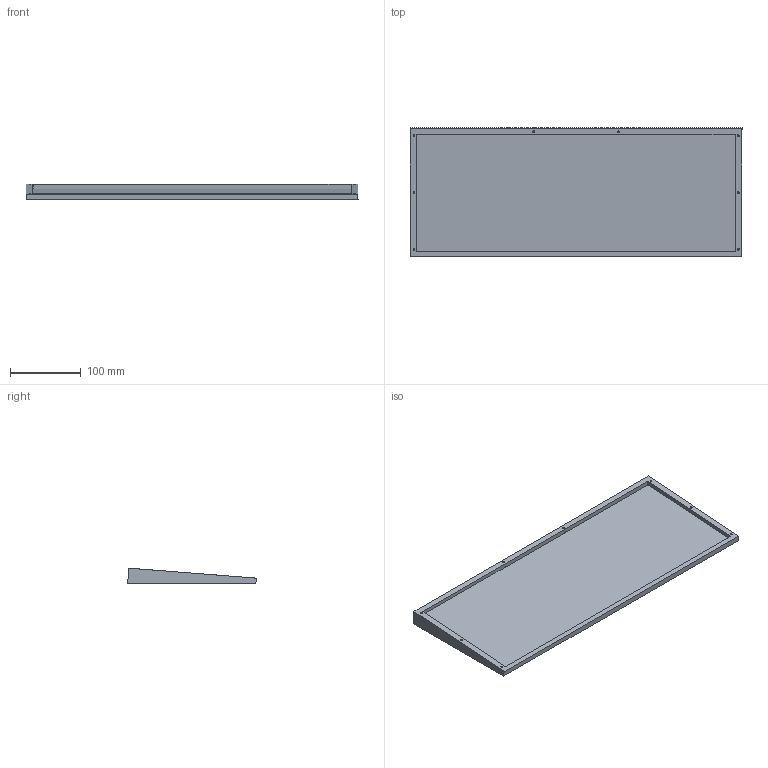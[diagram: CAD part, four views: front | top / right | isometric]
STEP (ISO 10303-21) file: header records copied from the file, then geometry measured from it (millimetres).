
FILE_DESCRIPTION(/* description */ (''),/* implementation_level */ '2;1');
FILE_NAME(/* name */ 'bottom_case.step',/* time_stamp */ '2025-04-11T17:31:28+02:00',/* author */ (''),/* organization */ (''),/* preprocessor_version */ 'ST-DEVELOPER v20.1',/* originating_system */ 'Autodesk Translation Framework v14.4.0.0',/* authorisation */ '');
FILE_SCHEMA (('AUTOMOTIVE_DESIGN { 1 0 10303 214 3 1 1 }'));
Length unit declared in the file: millimetre
Products named in the file (1): Keyboard case
Bounding box: 470 x 182.2 x 22.27 mm (x, y, z)
Volume: 836644.2 mm3; surface area: 199620.7 mm2
Topology: 1 solids, 1 shells, 38 faces, 81 edges, 54 vertices
Faces by surface type: plane 20, cylinder 15, bspline 3
Full cylindrical faces by diameter (mm): 2.58 x8, 5.4 x2, 5.94 x3
Entity records: 1134 total; most frequent: CARTESIAN_POINT 225, DIRECTION 189, ORIENTED_EDGE 162, EDGE_CURVE 81, AXIS2_PLACEMENT_3D 72, EDGE_LOOP 63, VERTEX_POINT 54, LINE 45
